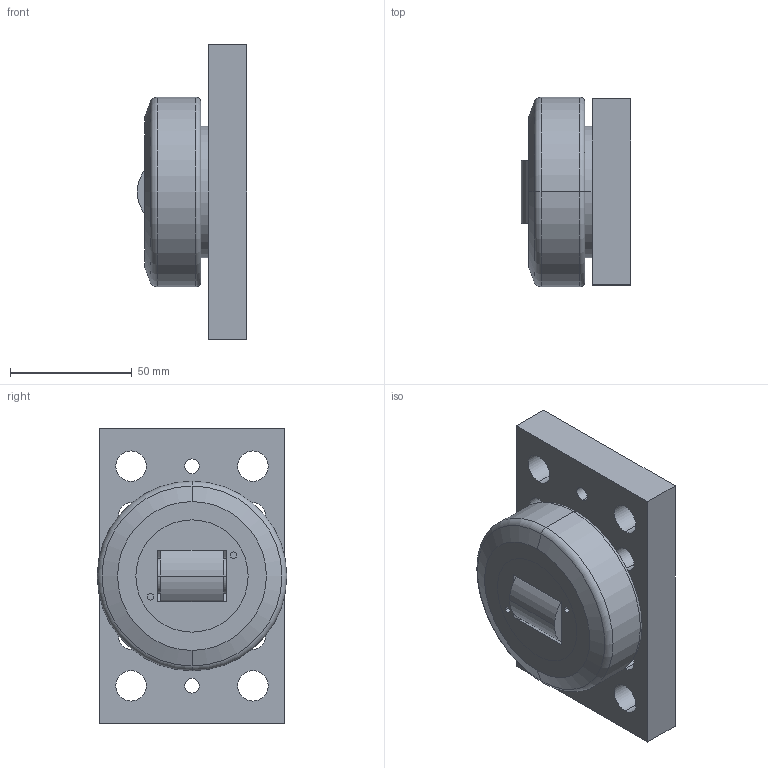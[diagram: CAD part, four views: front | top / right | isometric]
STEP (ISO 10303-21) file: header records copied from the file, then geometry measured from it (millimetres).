
FILE_DESCRIPTION (( 'STEP AP214' ), '1' );
FILE_NAME ('CRT_7215A04E7A.step', '2022-02-23T08:36:24', ( 'localadmin' ), ( 'BOXX Technologies, Inc.' ), 'SwSTEP 2.0', 'SolidWorks 2019', '' );
FILE_SCHEMA (( 'AUTOMOTIVE_DESIGN' ));
Length unit declared in the file: inch
Products named in the file (3): omWonLTBvl_CADModel_0; CRT_7215A04E7A
Assembly tree (1 placements, depth 2):
  omWonLTBvl_CADModel_0
  CRT_7215A04E7A
    omWonLTBvl_CADModel_0
Bounding box: 44.88 x 77.7 x 120.65 mm (x, y, z)
Volume: 234583.1 mm3; surface area: 60567.1 mm2
Topology: 5 solids, 5 shells, 91 faces, 213 edges, 137 vertices
Faces by surface type: cylinder 48, plane 31, cone 8, torus 4
Entity records: 4323 total; most frequent: CARTESIAN_POINT 796, DIRECTION 493, ORIENTED_EDGE 422, EDGE_CURVE 211, AXIS2_PLACEMENT_3D 194, VERTEX_POINT 137, EDGE_LOOP 126, VECTOR 105
